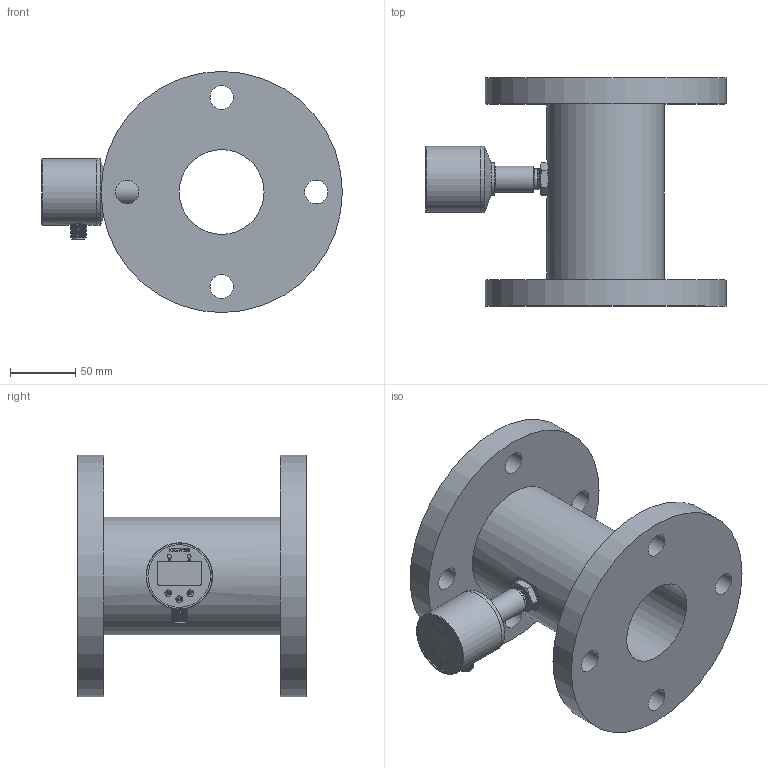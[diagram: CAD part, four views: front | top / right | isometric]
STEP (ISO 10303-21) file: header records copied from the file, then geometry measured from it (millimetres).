
FILE_DESCRIPTION(/* description */ (''),/* implementation_level */ '2;1');
FILE_NAME(/* name */ '_3D_FM120-065F-口径DN65-法兰连接.stp',/* time_stamp */ '2023-02-07T09:04:51+08:00',/* author */ (''),/* organization */ (''),/* preprocessor_version */ 'ST-DEVELOPER v16',/* originating_system */ 'SIEMENS PLM Software NX 10.0',/* authorisation */ '');
FILE_SCHEMA (('CONFIG_CONTROL_DESIGN'));
Length unit declared in the file: millimetre
Products named in the file (1): _3D_FM120-065F-口径DN65-法兰连接_
stp
Bounding box: 230.5 x 175 x 185 mm (x, y, z)
Volume: 1422235.9 mm3; surface area: 220543.9 mm2
Topology: 8 solids, 8 shells, 618 faces, 1662 edges, 1097 vertices
Faces by surface type: plane 477, cylinder 73, bspline 33, cone 22, sphere 10, torus 3
Full cylindrical faces by diameter (mm): 1 x10, 3 x2, 5.2 x3, 8.4 x1, 9.7 x1, 9.8 x1, 10.1 x1, 11 x1, 11.6 x1, 12 x1, 15 x1, 15.9 x1, 16 x1, 16.5 x1, 18 x8, 19 x2, 20 x1, 25 x1, 47 x1, 47.5 x1, 48 x2, 51 x2, 65 x1, 90 x1, 185 x2
Entity records: 23872 total; most frequent: CARTESIAN_POINT 9179, ORIENTED_EDGE 3048, DIRECTION 2726, EDGE_CURVE 1524, LINE 1244, VECTOR 1244, VERTEX_POINT 1042, EDGE_LOOP 756
